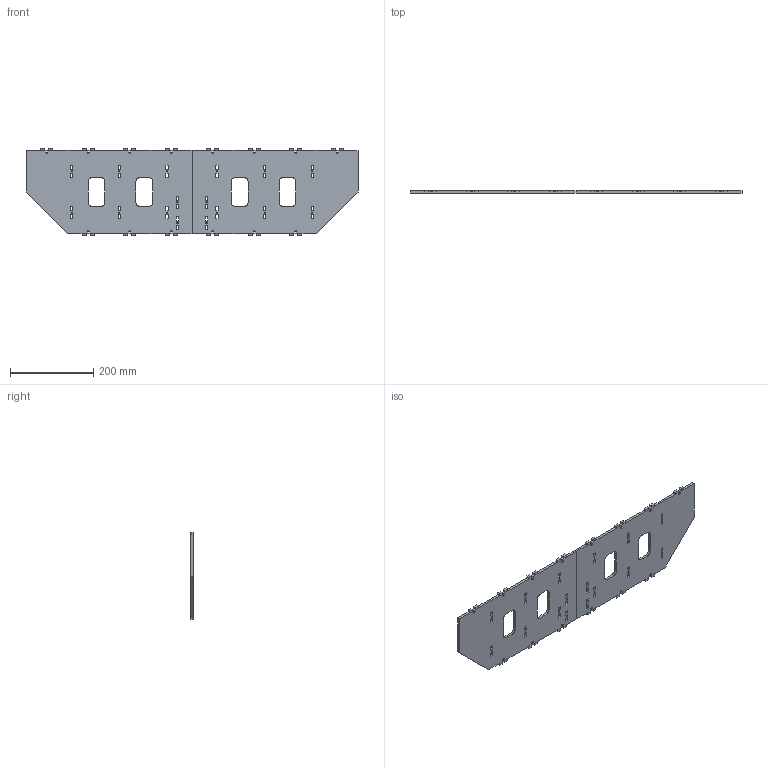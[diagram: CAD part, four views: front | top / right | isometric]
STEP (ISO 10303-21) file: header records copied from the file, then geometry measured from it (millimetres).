
FILE_DESCRIPTION(('FreeCAD Model'),'2;1');
FILE_NAME('plate1.step','2014-01-16T20:28:58', ('FreeCAD'),('FreeCAD'),'Open CASCADE STEP processor 6.5','FreeCAD', 'Unknown');
FILE_SCHEMA(('AUTOMOTIVE_DESIGN_CC2 { 1 2 10303 214 -1 1 5 4 }'));
Length unit declared in the file: millimetre
Products named in the file (1): big_plate
Bounding box: 800 x 6 x 212 mm (x, y, z)
Volume: 830725.6 mm3; surface area: 304154.3 mm2
Topology: 1 solids, 1 shells, 548 faces, 1522 edges, 976 vertices
Faces by surface type: plane 516, cylinder 32
Full cylindrical faces by diameter (mm): 3 x16
Entity records: 37139 total; most frequent: CARTESIAN_POINT 6317, DIRECTION 5662, LINE 4404, VECTOR 4404, ORIENTED_EDGE 3044, PCURVE 3044, DEFINITIONAL_REPRESENTATION 3044, EDGE_CURVE 1522
